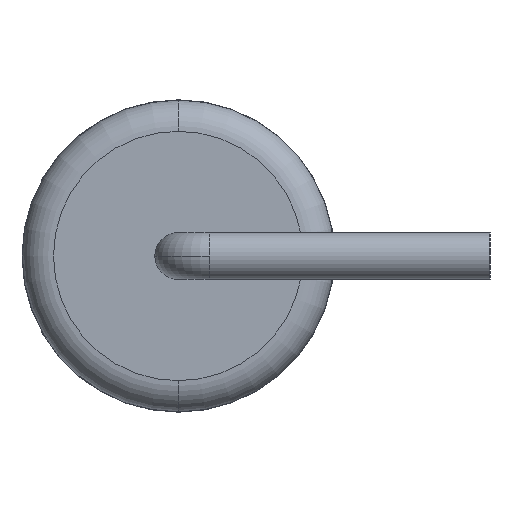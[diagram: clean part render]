
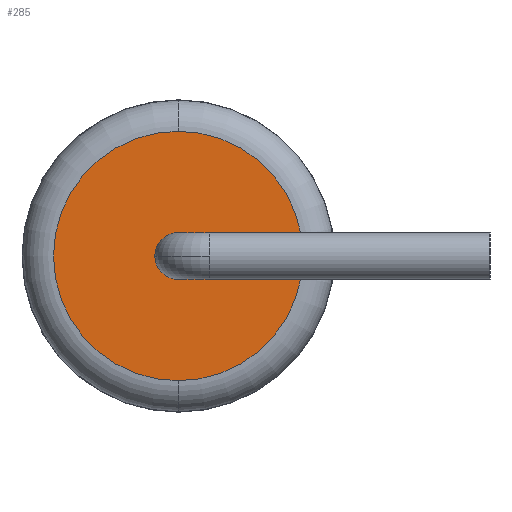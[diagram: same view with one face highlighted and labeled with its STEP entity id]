
A CAD part, left-side view. The second image highlights one B-rep face of the part: STEP entity #285.
In plain terms, the highlighted planar face has unit normal (-1, 0, 0).
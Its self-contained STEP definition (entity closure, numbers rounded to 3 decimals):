
#7 = AXIS2_PLACEMENT_3D ( 'NONE', #245, #904, #716 ) ;
#54 = ORIENTED_EDGE ( 'NONE', *, *, #789, .F. ) ;
#82 = AXIS2_PLACEMENT_3D ( 'NONE', #638, #1169, #1073 ) ;
#154 = DIRECTION ( 'NONE',  ( 0., 0., -1. ) ) ;
#228 = VERTEX_POINT ( 'NONE', #513 ) ;
#245 = CARTESIAN_POINT ( 'NONE',  ( -7.75, 3., 0. ) ) ;
#277 = EDGE_CURVE ( 'NONE', #956, #1048, #436, .T. ) ;
#285 = ADVANCED_FACE ( 'NONE', ( #760, #848 ), #431, .F. ) ;
#327 = ORIENTED_EDGE ( 'NONE', *, *, #277, .T. ) ;
#431 = PLANE ( 'NONE',  #1030 ) ;
#436 = CIRCLE ( 'NONE', #570, 2. ) ;
#443 = CIRCLE ( 'NONE', #7, 0.375 ) ;
#513 = CARTESIAN_POINT ( 'NONE',  ( -7.75, 3., 0.375 ) ) ;
#543 = ORIENTED_EDGE ( 'NONE', *, *, #734, .T. ) ;
#552 = VERTEX_POINT ( 'NONE', #952 ) ;
#570 = AXIS2_PLACEMENT_3D ( 'NONE', #902, #798, #969 ) ;
#637 = CIRCLE ( 'NONE', #647, 2. ) ;
#638 = CARTESIAN_POINT ( 'NONE',  ( -7.75, 3., 0. ) ) ;
#647 = AXIS2_PLACEMENT_3D ( 'NONE', #1149, #1055, #813 ) ;
#714 = EDGE_LOOP ( 'NONE', ( #327, #543 ) ) ;
#716 = DIRECTION ( 'NONE',  ( 0., 0., -1. ) ) ;
#734 = EDGE_CURVE ( 'NONE', #1048, #956, #637, .T. ) ;
#753 = CIRCLE ( 'NONE', #82, 0.375 ) ;
#758 = ORIENTED_EDGE ( 'NONE', *, *, #842, .F. ) ;
#760 = FACE_BOUND ( 'NONE', #869, .T. ) ;
#789 = EDGE_CURVE ( 'NONE', #228, #552, #753, .T. ) ;
#798 = DIRECTION ( 'NONE',  ( -1., 0., 0. ) ) ;
#813 = DIRECTION ( 'NONE',  ( 0., 0., 1. ) ) ;
#842 = EDGE_CURVE ( 'NONE', #552, #228, #443, .T. ) ;
#848 = FACE_OUTER_BOUND ( 'NONE', #714, .T. ) ;
#869 = EDGE_LOOP ( 'NONE', ( #54, #758 ) ) ;
#902 = CARTESIAN_POINT ( 'NONE',  ( -7.75, 3., 0. ) ) ;
#904 = DIRECTION ( 'NONE',  ( -1., 0., 0. ) ) ;
#952 = CARTESIAN_POINT ( 'NONE',  ( -7.75, 3., -0.375 ) ) ;
#956 = VERTEX_POINT ( 'NONE', #1093 ) ;
#969 = DIRECTION ( 'NONE',  ( 0., 0., 1. ) ) ;
#1030 = AXIS2_PLACEMENT_3D ( 'NONE', #1172, #1177, #154 ) ;
#1048 = VERTEX_POINT ( 'NONE', #1053 ) ;
#1053 = CARTESIAN_POINT ( 'NONE',  ( -7.75, 3., -2. ) ) ;
#1055 = DIRECTION ( 'NONE',  ( -1., 0., 0. ) ) ;
#1073 = DIRECTION ( 'NONE',  ( 0., 0., -1. ) ) ;
#1093 = CARTESIAN_POINT ( 'NONE',  ( -7.75, 3., 2. ) ) ;
#1149 = CARTESIAN_POINT ( 'NONE',  ( -7.75, 3., 0. ) ) ;
#1169 = DIRECTION ( 'NONE',  ( -1., 0., 0. ) ) ;
#1172 = CARTESIAN_POINT ( 'NONE',  ( -7.75, 3., 0. ) ) ;
#1177 = DIRECTION ( 'NONE',  ( 1., 0., 0. ) ) ;
